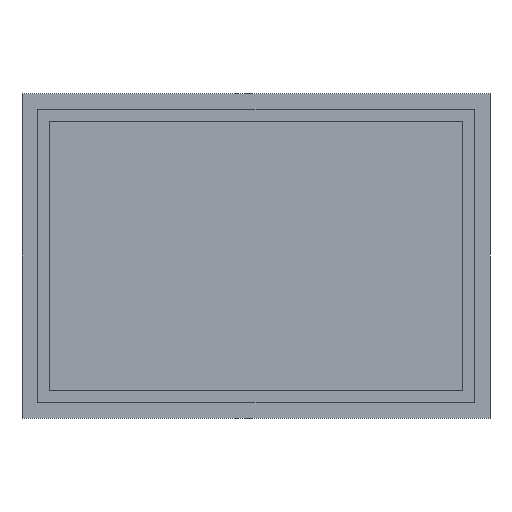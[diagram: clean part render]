
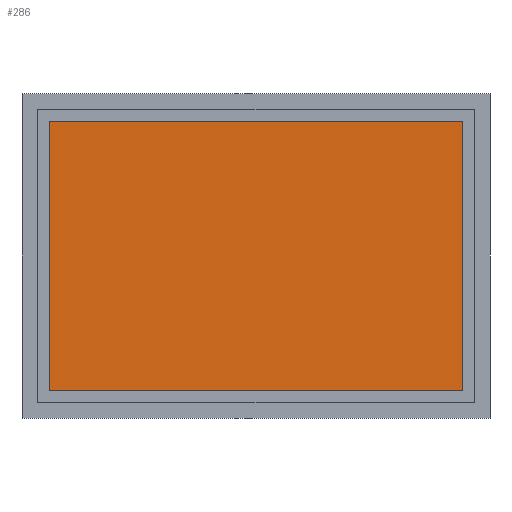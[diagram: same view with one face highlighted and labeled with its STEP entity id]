
A CAD part, front view. The second image highlights one B-rep face of the part: STEP entity #286.
In plain terms, the highlighted planar face has unit normal (0, -1, 0).
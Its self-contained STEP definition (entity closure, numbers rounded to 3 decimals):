
#32=FACE_OUTER_BOUND('',#50,.T.);
#50=EDGE_LOOP('',(#251,#252,#253,#254));
#59=LINE('',#408,#95);
#62=LINE('',#413,#98);
#64=LINE('',#417,#100);
#66=LINE('',#420,#102);
#95=VECTOR('',#331,10.);
#98=VECTOR('',#336,10.);
#100=VECTOR('',#340,10.);
#102=VECTOR('',#344,10.);
#131=VERTEX_POINT('',#406);
#132=VERTEX_POINT('',#407);
#133=VERTEX_POINT('',#412);
#134=VERTEX_POINT('',#416);
#155=EDGE_CURVE('',#131,#132,#59,.T.);
#158=EDGE_CURVE('',#132,#133,#62,.T.);
#160=EDGE_CURVE('',#133,#134,#64,.T.);
#162=EDGE_CURVE('',#134,#131,#66,.T.);
#251=ORIENTED_EDGE('',*,*,#155,.T.);
#252=ORIENTED_EDGE('',*,*,#158,.T.);
#253=ORIENTED_EDGE('',*,*,#160,.T.);
#254=ORIENTED_EDGE('',*,*,#162,.T.);
#270=PLANE('',#316);
#286=ADVANCED_FACE('',(#32),#270,.F.);
#316=AXIS2_PLACEMENT_3D('',#463,#385,#386);
#331=DIRECTION('',(0.,0.,-1.));
#336=DIRECTION('',(1.,0.,0.));
#340=DIRECTION('',(0.,0.,1.));
#344=DIRECTION('',(-1.,0.,0.));
#385=DIRECTION('center_axis',(0.,1.,0.));
#386=DIRECTION('ref_axis',(1.,0.,0.));
#406=CARTESIAN_POINT('',(3.5,0.,-3.5));
#407=CARTESIAN_POINT('',(3.5,0.,-37.7));
#408=CARTESIAN_POINT('',(3.5,0.,-29.15));
#412=CARTESIAN_POINT('',(55.9,0.,-37.7));
#413=CARTESIAN_POINT('',(42.8,0.,-37.7));
#416=CARTESIAN_POINT('',(55.9,0.,-3.5));
#417=CARTESIAN_POINT('',(55.9,0.,-12.05));
#420=CARTESIAN_POINT('',(16.6,0.,-3.5));
#463=CARTESIAN_POINT('Origin',(29.7,0.,-20.6));
